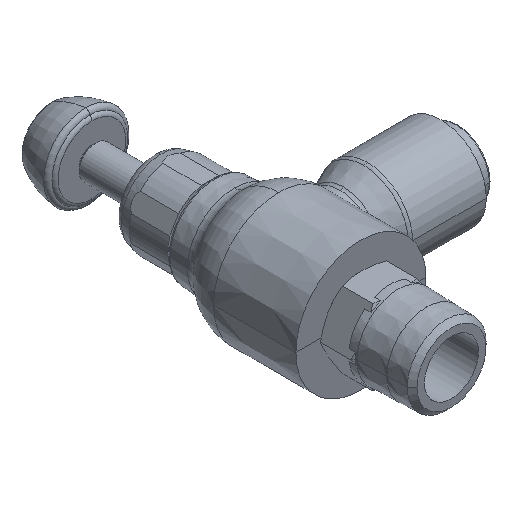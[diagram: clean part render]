
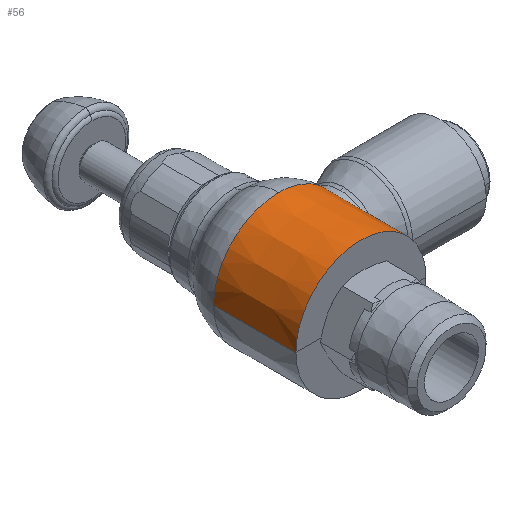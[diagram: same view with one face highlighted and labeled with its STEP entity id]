
A CAD part, isometric view. The second image highlights one B-rep face of the part: STEP entity #56.
In plain terms, the highlighted conical face has half-angle 0.02 degrees and reference radius 7.902 mm.
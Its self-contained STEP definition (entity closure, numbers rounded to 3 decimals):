
#56=ADVANCED_FACE('',(#190),#191,.T.);
#190=FACE_OUTER_BOUND('',#446,.T.);
#191=CONICAL_SURFACE('',#447,7.902,0.);
#446=EDGE_LOOP('',(#774,#775,#776,#777,#778,#779,#780));
#447=AXIS2_PLACEMENT_3D('',#781,#782,#783);
#774=ORIENTED_EDGE('',*,*,#1738,.F.);
#775=ORIENTED_EDGE('',*,*,#1739,.T.);
#776=ORIENTED_EDGE('',*,*,#1740,.F.);
#777=ORIENTED_EDGE('',*,*,#1741,.T.);
#778=ORIENTED_EDGE('',*,*,#1742,.T.);
#779=ORIENTED_EDGE('',*,*,#1734,.F.);
#780=ORIENTED_EDGE('',*,*,#1743,.F.);
#781=CARTESIAN_POINT('',(0.0,9.509,0.0));
#782=DIRECTION('',(-0.0,-1.0,-0.0));
#783=DIRECTION('',(-1.0,0.0,0.0));
#1734=EDGE_CURVE('',#2090,#2093,#2094,.T.);
#1738=EDGE_CURVE('',#2100,#2101,#2102,.T.);
#1739=EDGE_CURVE('',#2100,#2103,#2104,.T.);
#1740=EDGE_CURVE('',#2105,#2103,#2106,.T.);
#1741=EDGE_CURVE('',#2105,#2107,#2108,.T.);
#1742=EDGE_CURVE('',#2107,#2093,#2109,.T.);
#1743=EDGE_CURVE('',#2101,#2090,#2110,.T.);
#2090=VERTEX_POINT('',#2672);
#2093=VERTEX_POINT('',#2675);
#2094=CIRCLE('',#2676,7.9);
#2100=VERTEX_POINT('',#2708);
#2101=VERTEX_POINT('',#2709);
#2102=LINE('',#2710,#2711);
#2103=VERTEX_POINT('',#2712);
#2104=CIRCLE('',#2713,7.904);
#2105=VERTEX_POINT('',#2714);
#2106=LINE('',#2715,#2716);
#2107=VERTEX_POINT('',#2717);
#2108=B_SPLINE_CURVE_WITH_KNOTS('',3,(#2718,#2719,#2720,#2721,#2722,#2723,#2724,#2725,#2726,#2727,#2728,#2729),.UNSPECIFIED.,.F.,.F.,(4,2,2,2,2,4),(0.0,1.359,2.066,2.711,3.768,4.334),.UNSPECIFIED.);
#2109=B_SPLINE_CURVE_WITH_KNOTS('',3,(#2730,#2731,#2732,#2733,#2734,#2735,#2736,#2737,#2738,#2739,#2740,#2741,#2742,#2743),.UNSPECIFIED.,.F.,.F.,(4,2,2,2,2,2,4),(8.197,9.015,9.834,10.655,11.477,12.299,13.12),.UNSPECIFIED.);
#2110=CIRCLE('',#2744,7.9);
#2672=CARTESIAN_POINT('',(0.,14.514,7.9));
#2675=CARTESIAN_POINT('',(6.662,14.514,4.246));
#2676=AXIS2_PLACEMENT_3D('',#3870,#3871,#3872);
#2708=CARTESIAN_POINT('',(-7.904,4.503,0.0));
#2709=CARTESIAN_POINT('',(-7.9,14.514,0.));
#2710=CARTESIAN_POINT('',(-7.902,9.509,0.));
#2711=VECTOR('',#3876,1.0);
#2712=CARTESIAN_POINT('',(7.904,4.503,0.));
#2713=AXIS2_PLACEMENT_3D('',#3877,#3878,#3879);
#2714=CARTESIAN_POINT('',(7.902,10.407,0.));
#2715=CARTESIAN_POINT('',(7.902,9.509,0.));
#2716=VECTOR('',#3880,1.0);
#2717=CARTESIAN_POINT('',(7.635,10.969,2.035));
#2718=CARTESIAN_POINT('',(7.635,10.969,-2.035));
#2719=CARTESIAN_POINT('',(7.738,10.758,-1.648));
#2720=CARTESIAN_POINT('',(7.817,10.589,-1.235));
#2721=CARTESIAN_POINT('',(7.885,10.444,-0.567));
#2722=CARTESIAN_POINT('',(7.898,10.415,-0.336));
#2723=CARTESIAN_POINT('',(7.904,10.403,0.113));
#2724=CARTESIAN_POINT('',(7.898,10.416,0.326));
#2725=CARTESIAN_POINT('',(7.86,10.498,0.885));
#2726=CARTESIAN_POINT('',(7.814,10.597,1.218));
#2727=CARTESIAN_POINT('',(7.717,10.801,1.708));
#2728=CARTESIAN_POINT('',(7.678,10.881,1.874));
#2729=CARTESIAN_POINT('',(7.635,10.969,2.035));
#2730=CARTESIAN_POINT('',(7.729,10.78,1.642));
#2731=CARTESIAN_POINT('',(7.673,10.89,1.903));
#2732=CARTESIAN_POINT('',(7.607,11.025,2.152));
#2733=CARTESIAN_POINT('',(7.462,11.335,2.611));
#2734=CARTESIAN_POINT('',(7.384,11.51,2.82));
#2735=CARTESIAN_POINT('',(7.231,11.881,3.191));
#2736=CARTESIAN_POINT('',(7.15,12.091,3.366));
#2737=CARTESIAN_POINT('',(6.996,12.549,3.676));
#2738=CARTESIAN_POINT('',(6.922,12.798,3.811));
#2739=CARTESIAN_POINT('',(6.797,13.319,4.029));
#2740=CARTESIAN_POINT('',(6.746,13.592,4.113));
#2741=CARTESIAN_POINT('',(6.677,14.146,4.223));
#2742=CARTESIAN_POINT('',(6.66,14.427,4.25));
#2743=CARTESIAN_POINT('',(6.66,14.701,4.25));
#2744=AXIS2_PLACEMENT_3D('',#3881,#3882,#3883);
#3870=CARTESIAN_POINT('',(0.0,14.514,0.0));
#3871=DIRECTION('',(0.0,1.0,0.0));
#3872=DIRECTION('',(-1.0,0.0,0.0));
#3876=DIRECTION('',(0.,1.,0.));
#3877=CARTESIAN_POINT('',(0.0,4.503,0.0));
#3878=DIRECTION('',(0.0,1.0,0.0));
#3879=DIRECTION('',(-1.0,0.0,0.0));
#3880=DIRECTION('',(0.,-1.,0.));
#3881=CARTESIAN_POINT('',(0.0,14.514,0.0));
#3882=DIRECTION('',(0.0,1.0,0.0));
#3883=DIRECTION('',(-1.0,0.0,0.0));
